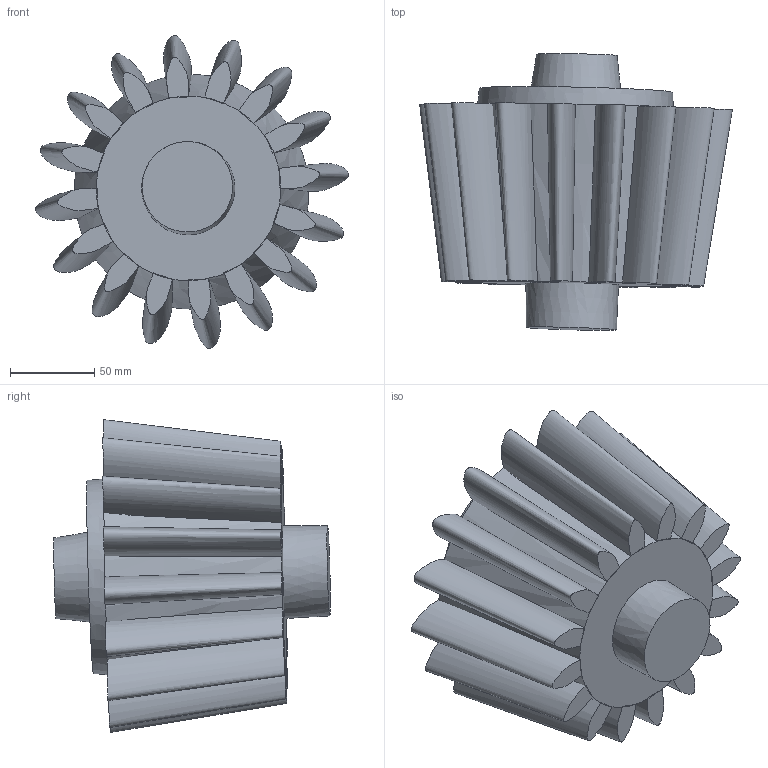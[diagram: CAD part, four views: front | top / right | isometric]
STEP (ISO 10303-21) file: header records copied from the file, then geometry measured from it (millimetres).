
FILE_DESCRIPTION(('STEP AP214'),'1');
FILE_NAME('.stp','2025-03-29T11:58:53',(' '),(' '),'Spatial InterOp 3D',' ',' ');
FILE_SCHEMA(('AUTOMOTIVE_DESIGN { 1 0 10303 214 1 1 1 1 }'));
Length unit declared in the file: millimetre
Products named in the file (1): 1
Bounding box: 185.97 x 164.52 x 185.95 mm (x, y, z)
Volume: 1959275.6 mm3; surface area: 230481 mm2
Topology: 20 solids, 20 shells, 76 faces, 109 edges, 73 vertices
Faces by surface type: plane 40, bspline 36
Entity records: 8346 total; most frequent: CARTESIAN_POINT 7258, ORIENTED_EDGE 208, DIRECTION 124, EDGE_CURVE 104, B_SPLINE_CURVE_WITH_KNOTS 104, FACE_OUTER_BOUND 80, EDGE_LOOP 80, ADVANCED_FACE 76
